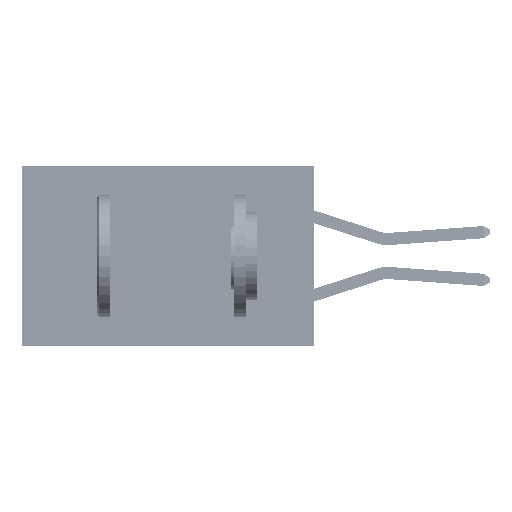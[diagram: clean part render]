
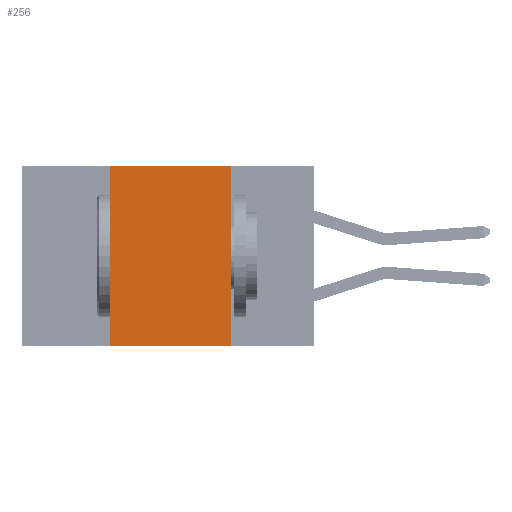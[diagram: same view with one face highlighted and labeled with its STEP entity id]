
A CAD part, left-side view. The second image highlights one B-rep face of the part: STEP entity #256.
In plain terms, the highlighted planar face has unit normal (-1, 0, 0).
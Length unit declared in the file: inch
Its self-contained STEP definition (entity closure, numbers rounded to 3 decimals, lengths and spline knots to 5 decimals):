
#256 = ADVANCED_FACE ( 'NONE', ( #20646 ), #42403, .F. ) ;
#551 = CARTESIAN_POINT ( 'NONE',  ( 0., 0.6, 0. ) ) ;
#2751 = CARTESIAN_POINT ( 'NONE',  ( 0., 0.6, 0. ) ) ;
#4582 = CARTESIAN_POINT ( 'NONE',  ( 0., 0.6, -0.37 ) ) ;
#4945 = DIRECTION ( 'NONE',  ( 0., 0., -1. ) ) ;
#5930 = EDGE_CURVE ( 'NONE', #23166, #45996, #38660, .T. ) ;
#6798 = DIRECTION ( 'NONE',  ( 0., 0., 1. ) ) ;
#8102 = CARTESIAN_POINT ( 'NONE',  ( 0., 0.17, 0. ) ) ;
#13960 = CARTESIAN_POINT ( 'NONE',  ( 0., 0.42, 0. ) ) ;
#14179 = AXIS2_PLACEMENT_3D ( 'NONE', #2751, #46373, #35612 ) ;
#14800 = LINE ( 'NONE', #26753, #28353 ) ;
#15479 = EDGE_CURVE ( 'NONE', #40460, #46638, #14800, .T. ) ;
#19692 = ORIENTED_EDGE ( 'NONE', *, *, #5930, .F. ) ;
#20646 = FACE_OUTER_BOUND ( 'NONE', #29084, .T. ) ;
#21296 = VECTOR ( 'NONE', #25856, 39.37008 ) ;
#21974 = LINE ( 'NONE', #4582, #24845 ) ;
#23166 = VERTEX_POINT ( 'NONE', #27633 ) ;
#24845 = VECTOR ( 'NONE', #44083, 39.37008 ) ;
#25856 = DIRECTION ( 'NONE',  ( 0., -1., 0. ) ) ;
#26261 = ORIENTED_EDGE ( 'NONE', *, *, #34956, .T. ) ;
#26358 = LINE ( 'NONE', #551, #21296 ) ;
#26753 = CARTESIAN_POINT ( 'NONE',  ( 0., 0.17, 0. ) ) ;
#27633 = CARTESIAN_POINT ( 'NONE',  ( 0., 0.42, -0.37 ) ) ;
#27935 = VECTOR ( 'NONE', #6798, 39.37008 ) ;
#28353 = VECTOR ( 'NONE', #4945, 39.37008 ) ;
#29084 = EDGE_LOOP ( 'NONE', ( #32581, #43538, #19692, #26261 ) ) ;
#32581 = ORIENTED_EDGE ( 'NONE', *, *, #15479, .F. ) ;
#34956 = EDGE_CURVE ( 'NONE', #23166, #46638, #21974, .T. ) ;
#35570 = CARTESIAN_POINT ( 'NONE',  ( 0., 0.42, 0. ) ) ;
#35612 = DIRECTION ( 'NONE',  ( 0., 0., -1. ) ) ;
#36886 = CARTESIAN_POINT ( 'NONE',  ( 0., 0.17, -0.37 ) ) ;
#38660 = LINE ( 'NONE', #35570, #27935 ) ;
#40460 = VERTEX_POINT ( 'NONE', #8102 ) ;
#42403 = PLANE ( 'NONE',  #14179 ) ;
#43159 = EDGE_CURVE ( 'NONE', #45996, #40460, #26358, .T. ) ;
#43538 = ORIENTED_EDGE ( 'NONE', *, *, #43159, .F. ) ;
#44083 = DIRECTION ( 'NONE',  ( 0., -1., 0. ) ) ;
#45996 = VERTEX_POINT ( 'NONE', #13960 ) ;
#46373 = DIRECTION ( 'NONE',  ( 1., 0., 0. ) ) ;
#46638 = VERTEX_POINT ( 'NONE', #36886 ) ;
